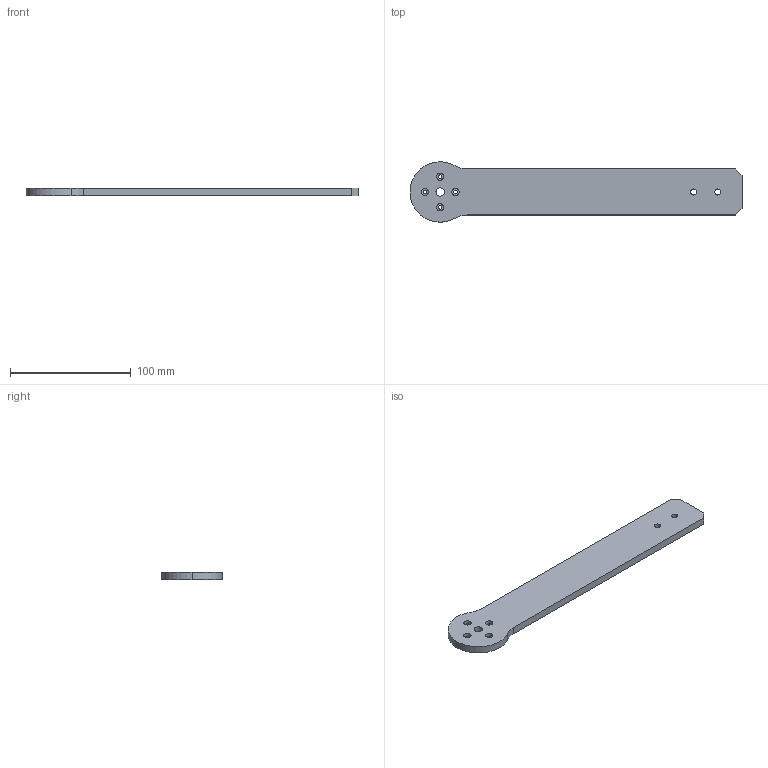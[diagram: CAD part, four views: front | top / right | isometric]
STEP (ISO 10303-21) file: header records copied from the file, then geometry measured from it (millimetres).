
FILE_DESCRIPTION (( 'STEP AP214' ), '1' );
FILE_NAME ('Thigh_Frame-2.STEP', '2019-03-28T13:15:29', ( '' ), ( '' ), 'SwSTEP 2.0', 'SolidWorks 2018', '' );
FILE_SCHEMA (( 'AUTOMOTIVE_DESIGN' ));
Length unit declared in the file: millimetre
Products named in the file (1): Thigh_Frame-2
Bounding box: 275 x 50 x 6.4 mm (x, y, z)
Volume: 67035 mm3; surface area: 25646.5 mm2
Topology: 1 solids, 1 shells, 37 faces, 93 edges, 62 vertices
Faces by surface type: cylinder 26, plane 11
Entity records: 1201 total; most frequent: DIRECTION 221, CARTESIAN_POINT 193, ORIENTED_EDGE 186, EDGE_CURVE 93, AXIS2_PLACEMENT_3D 90, VERTEX_POINT 62, EDGE_LOOP 55, CIRCLE 52
